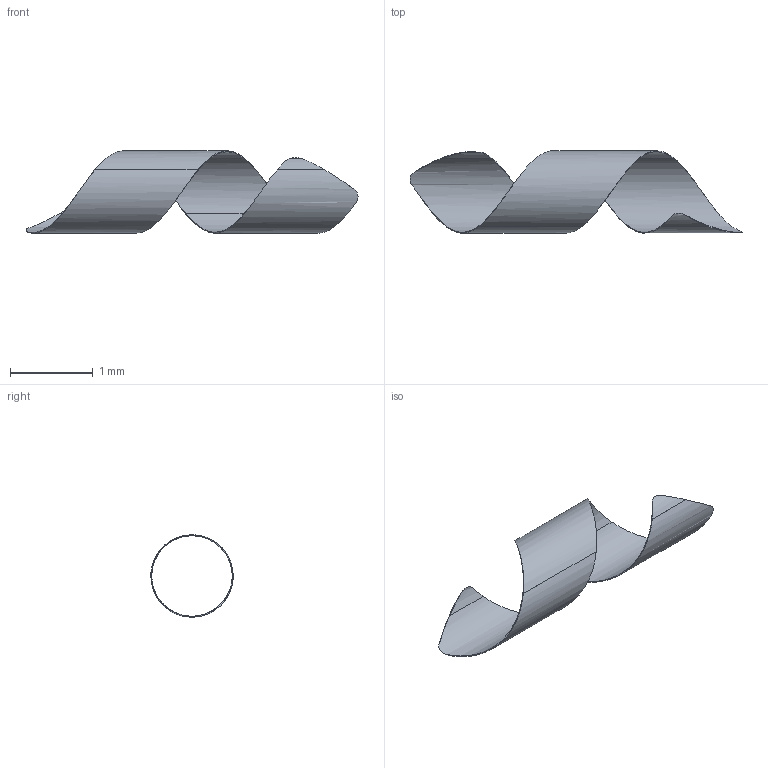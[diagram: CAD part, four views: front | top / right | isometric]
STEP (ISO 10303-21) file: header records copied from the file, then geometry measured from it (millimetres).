
FILE_DESCRIPTION (( 'STEP AP203' ), '1' );
FILE_NAME ('HelicalLarge_Electrode2.STEP', '2025-09-11T05:05:28', ( '' ), ( '' ), 'SwSTEP 2.0', 'SolidWorks 2025', '' );
FILE_SCHEMA (( 'CONFIG_CONTROL_DESIGN' ));
Length unit declared in the file: millimetre
Products named in the file (1): HelicalLarge_Electrode2
Bounding box: 4.01 x 0.99 x 0.99 mm (x, y, z)
Volume: 0.1 mm3; surface area: 11.5 mm2
Topology: 1 solids, 1 shells, 14 faces, 36 edges, 24 vertices
Faces by surface type: cylinder 10, bspline 4
Entity records: 1173 total; most frequent: CARTESIAN_POINT 819, ORIENTED_EDGE 72, EDGE_CURVE 36, DIRECTION 30, B_SPLINE_CURVE_WITH_KNOTS 28, VERTEX_POINT 24, FACE_OUTER_BOUND 14, ADVANCED_FACE 14
